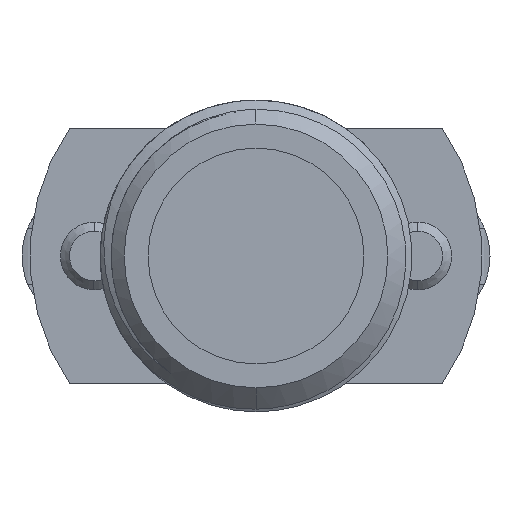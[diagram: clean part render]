
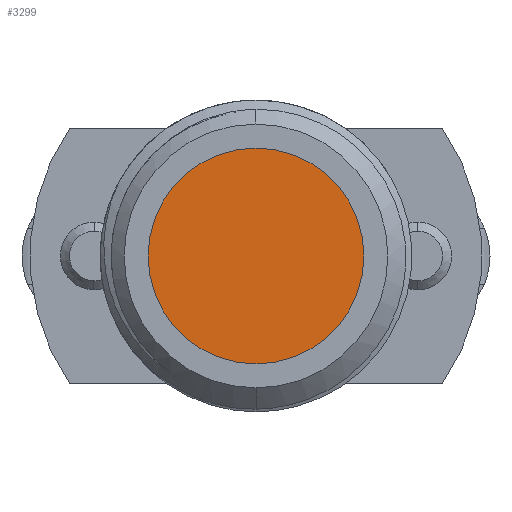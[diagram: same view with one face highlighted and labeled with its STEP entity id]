
A CAD part, left-side view. The second image highlights one B-rep face of the part: STEP entity #3299.
In plain terms, the highlighted planar face has unit normal (-1, 0, 0).
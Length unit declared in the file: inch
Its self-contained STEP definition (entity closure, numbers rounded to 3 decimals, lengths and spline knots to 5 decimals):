
#14 = DIRECTION ( 'NONE',  ( -1., 0., 0. ) ) ;
#218 = CARTESIAN_POINT ( 'NONE',  ( 0.12008, 0., 0. ) ) ;
#257 = ORIENTED_EDGE ( 'NONE', *, *, #2552, .T. ) ;
#267 = AXIS2_PLACEMENT_3D ( 'NONE', #2081, #14, #2674 ) ;
#783 = DIRECTION ( 'NONE',  ( 0., 0., 1. ) ) ;
#1029 = CIRCLE ( 'NONE', #3130, 0.09409 ) ;
#1198 = PLANE ( 'NONE',  #3184 ) ;
#1666 = CARTESIAN_POINT ( 'NONE',  ( 0.12008, 0., -0.09409 ) ) ;
#1725 = DIRECTION ( 'NONE',  ( -1., 0., 0. ) ) ;
#1933 = FACE_OUTER_BOUND ( 'NONE', #2450, .T. ) ;
#2081 = CARTESIAN_POINT ( 'NONE',  ( 0.12008, 0., 0. ) ) ;
#2393 = CARTESIAN_POINT ( 'NONE',  ( 0.12008, 0., 0.09409 ) ) ;
#2450 = EDGE_LOOP ( 'NONE', ( #257, #3057 ) ) ;
#2552 = EDGE_CURVE ( 'NONE', #2570, #3545, #1029, .T. ) ;
#2570 = VERTEX_POINT ( 'NONE', #2393 ) ;
#2606 = EDGE_CURVE ( 'NONE', #3545, #2570, #2637, .T. ) ;
#2637 = CIRCLE ( 'NONE', #267, 0.09409 ) ;
#2674 = DIRECTION ( 'NONE',  ( 0., 0., 1. ) ) ;
#3057 = ORIENTED_EDGE ( 'NONE', *, *, #2606, .T. ) ;
#3130 = AXIS2_PLACEMENT_3D ( 'NONE', #4087, #1725, #783 ) ;
#3184 = AXIS2_PLACEMENT_3D ( 'NONE', #218, #3595, #3573 ) ;
#3299 = ADVANCED_FACE ( 'NONE', ( #1933 ), #1198, .F. ) ;
#3545 = VERTEX_POINT ( 'NONE', #1666 ) ;
#3573 = DIRECTION ( 'NONE',  ( 0., 0., -1. ) ) ;
#3595 = DIRECTION ( 'NONE',  ( 1., 0., 0. ) ) ;
#4087 = CARTESIAN_POINT ( 'NONE',  ( 0.12008, 0., 0. ) ) ;
